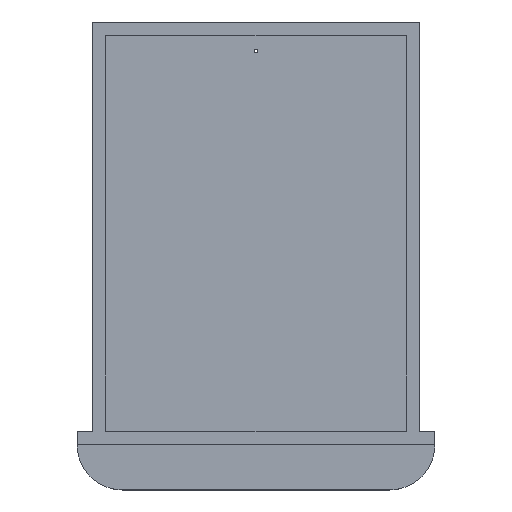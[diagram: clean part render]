
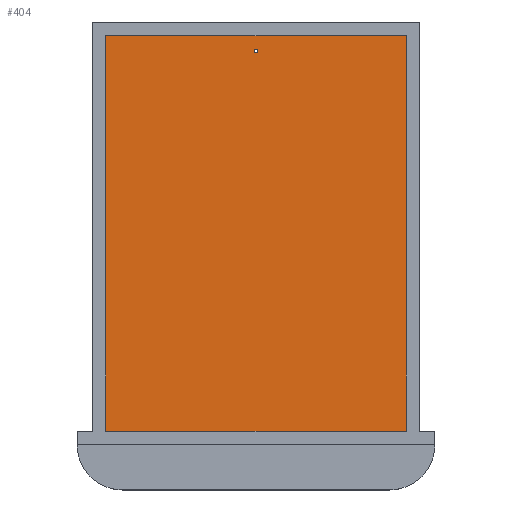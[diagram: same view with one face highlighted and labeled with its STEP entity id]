
A CAD part, top view. The second image highlights one B-rep face of the part: STEP entity #404.
In plain terms, the highlighted planar face has unit normal (0, 0, 1).
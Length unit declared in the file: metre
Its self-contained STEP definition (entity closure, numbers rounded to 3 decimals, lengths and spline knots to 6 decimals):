
#19=CIRCLE('',#444,0.00125);
#79=ORIENTED_EDGE('',*,*,#170,.F.);
#80=ORIENTED_EDGE('',*,*,#163,.F.);
#81=ORIENTED_EDGE('',*,*,#166,.T.);
#82=ORIENTED_EDGE('',*,*,#168,.T.);
#83=ORIENTED_EDGE('',*,*,#169,.F.);
#163=EDGE_CURVE('',#211,#212,#250,.T.);
#166=EDGE_CURVE('',#211,#213,#253,.T.);
#168=EDGE_CURVE('',#213,#214,#255,.T.);
#169=EDGE_CURVE('',#212,#214,#256,.T.);
#170=EDGE_CURVE('',#215,#215,#19,.T.);
#211=VERTEX_POINT('',#635);
#212=VERTEX_POINT('',#637);
#213=VERTEX_POINT('',#641);
#214=VERTEX_POINT('',#645);
#215=VERTEX_POINT('',#651);
#250=LINE('',#636,#296);
#253=LINE('',#642,#299);
#255=LINE('',#646,#301);
#256=LINE('',#648,#302);
#296=VECTOR('',#512,1.);
#299=VECTOR('',#517,1.);
#301=VECTOR('',#521,1.);
#302=VECTOR('',#524,1.);
#329=EDGE_LOOP('',(#79));
#330=EDGE_LOOP('',(#80,#81,#82,#83));
#359=FACE_BOUND('',#329,.T.);
#360=FACE_BOUND('',#330,.T.);
#385=PLANE('',#443);
#404=ADVANCED_FACE('',(#359,#360),#385,.T.);
#443=AXIS2_PLACEMENT_3D('',#649,#525,#526);
#444=AXIS2_PLACEMENT_3D('',#650,#527,#528);
#512=DIRECTION('',(1.,0.,0.));
#517=DIRECTION('',(0.,-1.,0.));
#521=DIRECTION('',(1.,0.,0.));
#524=DIRECTION('',(0.,-1.,0.));
#525=DIRECTION('',(0.,0.,1.));
#526=DIRECTION('',(1.,0.,0.));
#527=DIRECTION('',(0.,0.,1.));
#528=DIRECTION('',(1.,0.,0.));
#635=CARTESIAN_POINT('',(-0.0995,0.131,0.009));
#636=CARTESIAN_POINT('',(0.,0.131,0.009));
#637=CARTESIAN_POINT('',(0.0995,0.131,0.009));
#641=CARTESIAN_POINT('',(-0.0995,-0.131,0.009));
#642=CARTESIAN_POINT('',(-0.0995,0.,0.009));
#645=CARTESIAN_POINT('',(0.0995,-0.131,0.009));
#646=CARTESIAN_POINT('',(0.,-0.131,0.009));
#648=CARTESIAN_POINT('',(0.0995,0.,0.009));
#649=CARTESIAN_POINT('',(0.,0.,0.009));
#650=CARTESIAN_POINT('',(0.,0.121,0.009));
#651=CARTESIAN_POINT('',(0.00125,0.121,0.009));
